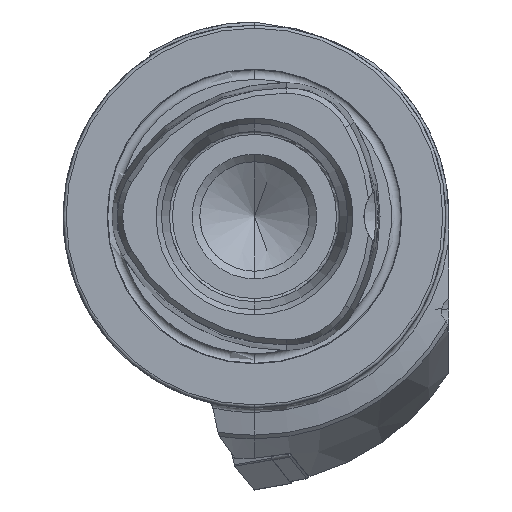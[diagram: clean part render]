
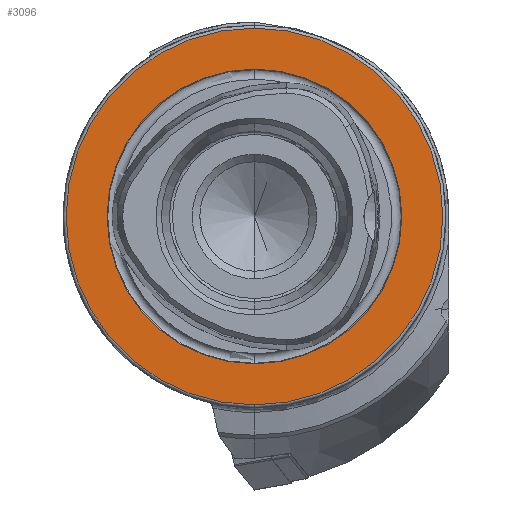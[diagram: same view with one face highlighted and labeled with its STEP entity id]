
A CAD part, left-side view. The second image highlights one B-rep face of the part: STEP entity #3096.
In plain terms, the highlighted planar face has unit normal (-1, 0, 0).
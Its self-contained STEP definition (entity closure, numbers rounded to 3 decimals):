
#1334 = EDGE_CURVE ( 'NONE', #4616, #4618, #11362, .T. ) ;
#1342 = EDGE_CURVE ( 'NONE', #4620, #4621, #11370, .T. ) ;
#3096 = ADVANCED_FACE ( 'NONE', ( #7443, #7440 ), #8063, .F. ) ;
#3565 = ORIENTED_EDGE ( 'NONE', *, *, #3740, .F. ) ;
#3566 = ORIENTED_EDGE ( 'NONE', *, *, #1334, .F. ) ;
#3567 = ORIENTED_EDGE ( 'NONE', *, *, #1342, .T. ) ;
#3568 = ORIENTED_EDGE ( 'NONE', *, *, #3739, .T. ) ;
#3739 = EDGE_CURVE ( 'NONE', #4621, #4620, #8479, .T. ) ;
#3740 = EDGE_CURVE ( 'NONE', #4618, #4616, #8481, .T. ) ;
#4616 = VERTEX_POINT ( 'NONE', #8992 ) ;
#4618 = VERTEX_POINT ( 'NONE', #8994 ) ;
#4620 = VERTEX_POINT ( 'NONE', #8996 ) ;
#4621 = VERTEX_POINT ( 'NONE', #8997 ) ;
#4726 = CARTESIAN_POINT ( 'NONE',  ( 0., 0., 0. ) ) ;
#4727 = DIRECTION ( 'NONE',  ( -1., 0., 0. ) ) ;
#4728 = DIRECTION ( 'NONE',  ( 0., 0., 1. ) ) ;
#4736 = CARTESIAN_POINT ( 'NONE',  ( 0., 0., 0. ) ) ;
#4737 = DIRECTION ( 'NONE',  ( -1., 0., 0. ) ) ;
#4738 = DIRECTION ( 'NONE',  ( 0., 0., 1. ) ) ;
#5702 = EDGE_LOOP ( 'NONE', ( #3567, #3568 ) ) ;
#5705 = EDGE_LOOP ( 'NONE', ( #3565, #3566 ) ) ;
#7440 = FACE_OUTER_BOUND ( 'NONE', #5702, .T. ) ;
#7443 = FACE_BOUND ( 'NONE', #5705, .T. ) ;
#7621 = AXIS2_PLACEMENT_3D ( 'NONE', #8060, #8065, #8066 ) ;
#7670 = AXIS2_PLACEMENT_3D ( 'NONE', #8835, #8836, #8837 ) ;
#7671 = AXIS2_PLACEMENT_3D ( 'NONE', #8839, #8840, #8841 ) ;
#8060 = CARTESIAN_POINT ( 'NONE',  ( 0., 24.25, 0. ) ) ;
#8063 = PLANE ( 'NONE',  #7621 ) ;
#8065 = DIRECTION ( 'NONE',  ( 1., 0., 0. ) ) ;
#8066 = DIRECTION ( 'NONE',  ( 0., 0., -1. ) ) ;
#8479 = CIRCLE ( 'NONE', #7670, 31. ) ;
#8481 = CIRCLE ( 'NONE', #7671, 24.25 ) ;
#8835 = CARTESIAN_POINT ( 'NONE',  ( 0., 0., 0. ) ) ;
#8836 = DIRECTION ( 'NONE',  ( -1., 0., 0. ) ) ;
#8837 = DIRECTION ( 'NONE',  ( 0., 0., 1. ) ) ;
#8839 = CARTESIAN_POINT ( 'NONE',  ( 0., 0., 0. ) ) ;
#8840 = DIRECTION ( 'NONE',  ( -1., 0., 0. ) ) ;
#8841 = DIRECTION ( 'NONE',  ( 0., 0., 1. ) ) ;
#8992 = CARTESIAN_POINT ( 'NONE',  ( 0., 0., -24.25 ) ) ;
#8994 = CARTESIAN_POINT ( 'NONE',  ( 0., 0., 24.25 ) ) ;
#8996 = CARTESIAN_POINT ( 'NONE',  ( 0., 0., 31. ) ) ;
#8997 = CARTESIAN_POINT ( 'NONE',  ( 0., 0., -31. ) ) ;
#10482 = AXIS2_PLACEMENT_3D ( 'NONE', #4726, #4727, #4728 ) ;
#10485 = AXIS2_PLACEMENT_3D ( 'NONE', #4736, #4737, #4738 ) ;
#11362 = CIRCLE ( 'NONE', #10482, 24.25 ) ;
#11370 = CIRCLE ( 'NONE', #10485, 31. ) ;
